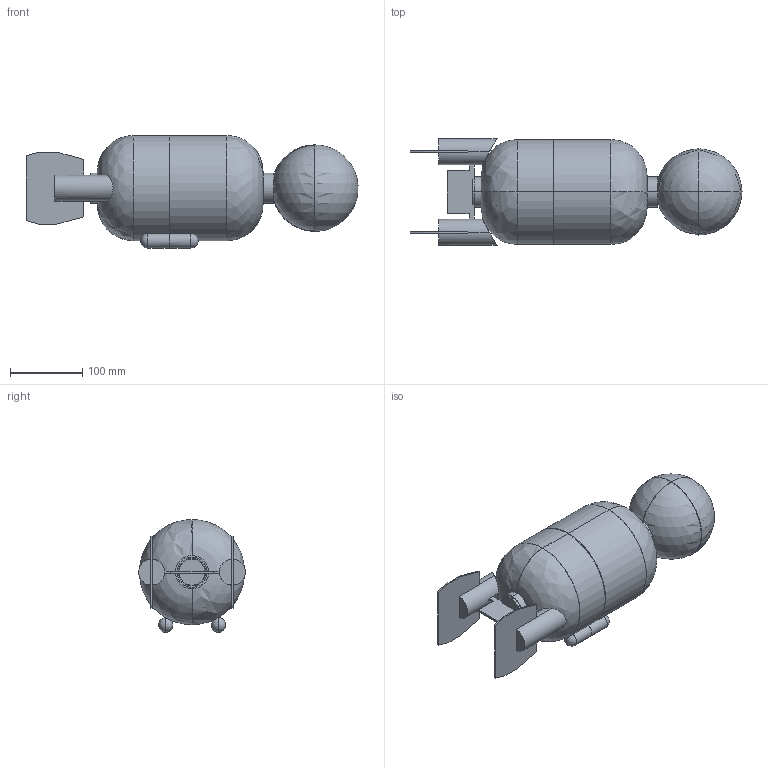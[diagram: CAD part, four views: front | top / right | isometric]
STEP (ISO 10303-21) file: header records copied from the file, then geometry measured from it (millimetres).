
FILE_DESCRIPTION((''), '1');
FILE_NAME('SPACE_SHIP16 ', '2000-02-08T17:43:13+01:00', (''), (''), 'CATIA.STEP INTERFACE', 'CATIA SOLUTIONS V4 RELEASE 2.2 FR 4.2.2', '');
FILE_SCHEMA(('AUTOMOTIVE_DESIGN { 1 2 10303 214 0 1 1 1 }'));
Length unit declared in the file: millimetre
Products named in the file (13): *MASTER; TAIL; TAIL_TURBINE; TAIL_MIDDLE_PART; HEAD; HEAD_FRONT; HEAD_BACK; MAINBODY; MAINBODY_FRONT; MAINBODY_BACK; FOOT; FOOT_FRONT_000; FOOT_BACK_000
Assembly tree (14 placements, depth 3):
  *MASTER
    TAIL
      TAIL_TURBINE  x2
      TAIL_MIDDLE_PART
    HEAD
      HEAD_FRONT
      HEAD_BACK
    MAINBODY
      MAINBODY_FRONT
      MAINBODY_BACK
    FOOT  x2
      FOOT_FRONT_000
      FOOT_BACK_000
Bounding box: 460.84 x 148 x 156.73 mm (x, y, z)
Volume: 1238028.6 mm3; surface area: 461664.9 mm2
Topology: 11 solids, 11 shells, 178 faces, 440 edges, 254 vertices
Faces by surface type: plane 90, cylinder 52, sphere 28, bspline 8
Entity records: 5535 total; most frequent: CARTESIAN_POINT 3031, ORIENTED_EDGE 568, EDGE_CURVE 284, B_SPLINE_CURVE_WITH_KNOTS 282, DIRECTION 242, VERTEX_POINT 184, EDGE_LOOP 148, FACE_OUTER_BOUND 132
